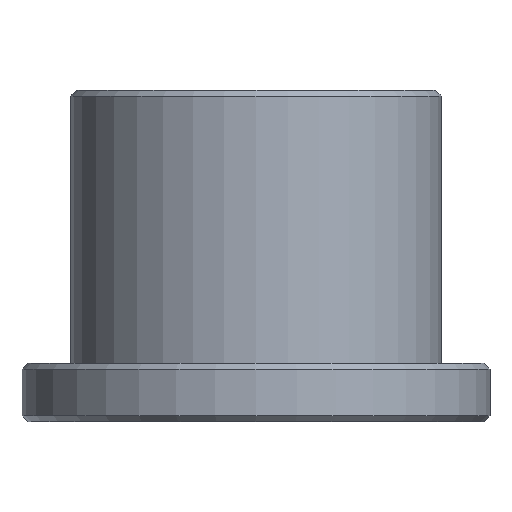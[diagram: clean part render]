
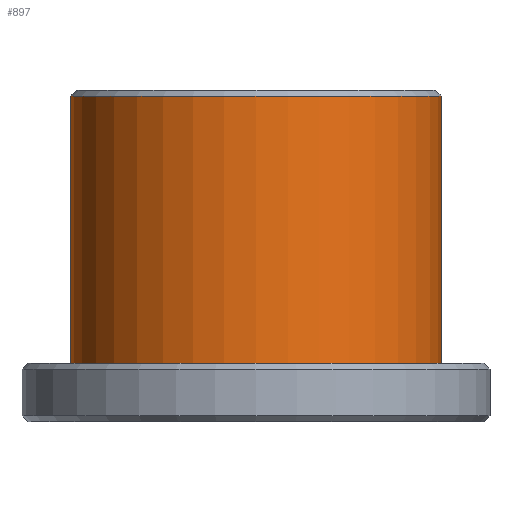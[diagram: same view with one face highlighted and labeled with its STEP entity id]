
A CAD part, front view. The second image highlights one B-rep face of the part: STEP entity #897.
In plain terms, the highlighted cylindrical face has radius 9.5 mm (diameter 19 mm), a partial arc.
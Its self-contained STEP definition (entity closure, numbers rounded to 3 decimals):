
#2 = CARTESIAN_POINT ( 'NONE',  ( 9.5, 0., 3. ) ) ;
#40 = DIRECTION ( 'NONE',  ( 0., 0., -1. ) ) ;
#192 = VERTEX_POINT ( 'NONE', #693 ) ;
#234 = ORIENTED_EDGE ( 'NONE', *, *, #251, .T. ) ;
#243 = VERTEX_POINT ( 'NONE', #2 ) ;
#251 = EDGE_CURVE ( 'NONE', #1109, #192, #1340, .T. ) ;
#257 = AXIS2_PLACEMENT_3D ( 'NONE', #1068, #407, #1178 ) ;
#321 = VERTEX_POINT ( 'NONE', #1120 ) ;
#405 = ORIENTED_EDGE ( 'NONE', *, *, #864, .F. ) ;
#407 = DIRECTION ( 'NONE',  ( 0., 0., -1. ) ) ;
#411 = DIRECTION ( 'NONE',  ( -1., 0., 0. ) ) ;
#416 = ORIENTED_EDGE ( 'NONE', *, *, #1373, .T. ) ;
#427 = EDGE_CURVE ( 'NONE', #321, #243, #766, .T. ) ;
#465 = VECTOR ( 'NONE', #798, 1000. ) ;
#490 = ORIENTED_EDGE ( 'NONE', *, *, #427, .F. ) ;
#495 = CIRCLE ( 'NONE', #257, 9.5 ) ;
#638 = CIRCLE ( 'NONE', #1127, 9.5 ) ;
#672 = CARTESIAN_POINT ( 'NONE',  ( -9.5, 0., 17. ) ) ;
#692 = CYLINDRICAL_SURFACE ( 'NONE', #791, 9.5 ) ;
#693 = CARTESIAN_POINT ( 'NONE',  ( -9.5, 0., 3. ) ) ;
#728 = CARTESIAN_POINT ( 'NONE',  ( 0., 0., 16.7 ) ) ;
#766 = LINE ( 'NONE', #1039, #1319 ) ;
#769 = DIRECTION ( 'NONE',  ( 0., 0., -1. ) ) ;
#791 = AXIS2_PLACEMENT_3D ( 'NONE', #1288, #1283, #411 ) ;
#798 = DIRECTION ( 'NONE',  ( 0., 0., -1. ) ) ;
#840 = DIRECTION ( 'NONE',  ( 1., 0., 0. ) ) ;
#864 = EDGE_CURVE ( 'NONE', #243, #192, #495, .T. ) ;
#897 = ADVANCED_FACE ( 'NONE', ( #1021 ), #692, .T. ) ;
#1021 = FACE_OUTER_BOUND ( 'NONE', #1277, .T. ) ;
#1039 = CARTESIAN_POINT ( 'NONE',  ( 9.5, 0., 17. ) ) ;
#1068 = CARTESIAN_POINT ( 'NONE',  ( 0., 0., 3. ) ) ;
#1109 = VERTEX_POINT ( 'NONE', #1315 ) ;
#1120 = CARTESIAN_POINT ( 'NONE',  ( 9.5, 0., 16.7 ) ) ;
#1127 = AXIS2_PLACEMENT_3D ( 'NONE', #728, #40, #840 ) ;
#1178 = DIRECTION ( 'NONE',  ( -1., 0., 0. ) ) ;
#1277 = EDGE_LOOP ( 'NONE', ( #490, #416, #234, #405 ) ) ;
#1283 = DIRECTION ( 'NONE',  ( 0., 0., -1. ) ) ;
#1288 = CARTESIAN_POINT ( 'NONE',  ( 0., 0., 17. ) ) ;
#1315 = CARTESIAN_POINT ( 'NONE',  ( -9.5, 0., 16.7 ) ) ;
#1319 = VECTOR ( 'NONE', #769, 1000. ) ;
#1340 = LINE ( 'NONE', #672, #465 ) ;
#1373 = EDGE_CURVE ( 'NONE', #321, #1109, #638, .T. ) ;
